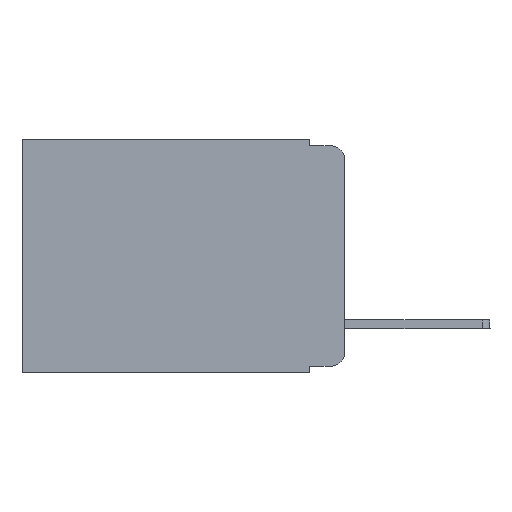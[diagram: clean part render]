
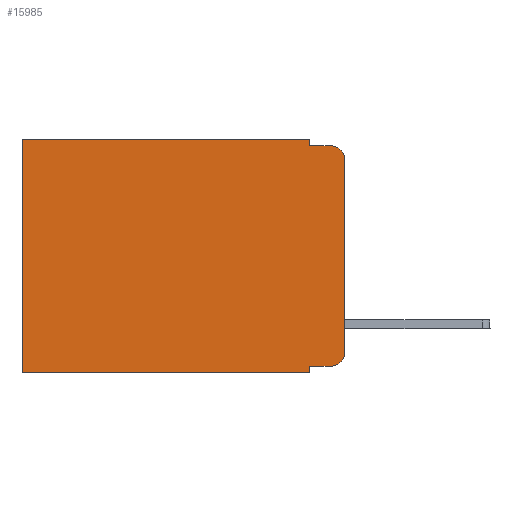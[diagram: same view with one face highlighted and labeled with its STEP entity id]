
A CAD part, left-side view. The second image highlights one B-rep face of the part: STEP entity #15985.
In plain terms, the highlighted planar face has unit normal (-1, 0, 0).
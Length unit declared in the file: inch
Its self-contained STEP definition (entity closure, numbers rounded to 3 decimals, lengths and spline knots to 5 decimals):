
#187 = AXIS2_PLACEMENT_3D ( 'NONE', #20096, #18238, #21931 ) ;
#246 = CARTESIAN_POINT ( 'NONE',  ( 0.298, 0.051, 0. ) ) ;
#415 = EDGE_CURVE ( 'NONE', #15858, #20172, #23697, .T. ) ;
#731 = DIRECTION ( 'NONE',  ( 0., -1., 0. ) ) ;
#928 = LINE ( 'NONE', #4279, #3617 ) ;
#1021 = CARTESIAN_POINT ( 'NONE',  ( 0.298, 0., 0. ) ) ;
#1061 = VERTEX_POINT ( 'NONE', #20620 ) ;
#2058 = LINE ( 'NONE', #246, #7438 ) ;
#2260 = VECTOR ( 'NONE', #11530, 39.37008 ) ;
#2382 = ORIENTED_EDGE ( 'NONE', *, *, #12873, .F. ) ;
#2567 = CARTESIAN_POINT ( 'NONE',  ( 0.298, 0.051, -0.333 ) ) ;
#2664 = CARTESIAN_POINT ( 'NONE',  ( 0.298, 0., -0.03 ) ) ;
#3394 = EDGE_CURVE ( 'NONE', #8390, #10248, #928, .T. ) ;
#3617 = VECTOR ( 'NONE', #11538, 39.37008 ) ;
#4279 = CARTESIAN_POINT ( 'NONE',  ( 0.298, 0.051, 0. ) ) ;
#4486 = DIRECTION ( 'NONE',  ( 0., 0., -1. ) ) ;
#4514 = LINE ( 'NONE', #13971, #8983 ) ;
#5147 = CARTESIAN_POINT ( 'NONE',  ( 0.298, 0., -0.313 ) ) ;
#5175 = DIRECTION ( 'NONE',  ( 1., 0., 0. ) ) ;
#5251 = CARTESIAN_POINT ( 'NONE',  ( 0.298, 0.02, -0.01 ) ) ;
#5976 = EDGE_CURVE ( 'NONE', #10090, #6725, #18961, .T. ) ;
#6675 = CARTESIAN_POINT ( 'NONE',  ( 0.298, 0.02, -0.313 ) ) ;
#6725 = VERTEX_POINT ( 'NONE', #5251 ) ;
#6877 = ORIENTED_EDGE ( 'NONE', *, *, #415, .T. ) ;
#6911 = VECTOR ( 'NONE', #10299, 39.37008 ) ;
#6942 = EDGE_CURVE ( 'NONE', #20172, #10630, #17697, .T. ) ;
#7139 = AXIS2_PLACEMENT_3D ( 'NONE', #24120, #5175, #10563 ) ;
#7395 = CARTESIAN_POINT ( 'NONE',  ( 0.298, 0.051, -0.333 ) ) ;
#7438 = VECTOR ( 'NONE', #15494, 39.37008 ) ;
#7850 = DIRECTION ( 'NONE',  ( 0., 1., 0. ) ) ;
#8152 = ORIENTED_EDGE ( 'NONE', *, *, #8511, .F. ) ;
#8257 = VECTOR ( 'NONE', #18246, 39.37008 ) ;
#8390 = VERTEX_POINT ( 'NONE', #17438 ) ;
#8511 = EDGE_CURVE ( 'NONE', #1061, #19583, #23260, .T. ) ;
#8983 = VECTOR ( 'NONE', #4486, 39.37008 ) ;
#9328 = DIRECTION ( 'NONE',  ( 0., 0., -1. ) ) ;
#9990 = VERTEX_POINT ( 'NONE', #18565 ) ;
#10090 = VERTEX_POINT ( 'NONE', #2664 ) ;
#10248 = VERTEX_POINT ( 'NONE', #13915 ) ;
#10299 = DIRECTION ( 'NONE',  ( 0., 1., 0. ) ) ;
#10563 = DIRECTION ( 'NONE',  ( 0., 0., -1. ) ) ;
#10630 = VERTEX_POINT ( 'NONE', #5147 ) ;
#11072 = DIRECTION ( 'NONE',  ( -1., 0., 0. ) ) ;
#11501 = CARTESIAN_POINT ( 'NONE',  ( 0.298, 0., 0. ) ) ;
#11530 = DIRECTION ( 'NONE',  ( 0., -1., 0. ) ) ;
#11538 = DIRECTION ( 'NONE',  ( 0., 0., -1. ) ) ;
#11719 = ORIENTED_EDGE ( 'NONE', *, *, #6942, .T. ) ;
#12001 = EDGE_CURVE ( 'NONE', #8390, #9990, #15923, .T. ) ;
#12831 = PLANE ( 'NONE',  #7139 ) ;
#12873 = EDGE_CURVE ( 'NONE', #15858, #1061, #2058, .T. ) ;
#13785 = VECTOR ( 'NONE', #731, 39.37008 ) ;
#13915 = CARTESIAN_POINT ( 'NONE',  ( 0.298, 0.051, -0.01 ) ) ;
#13926 = CARTESIAN_POINT ( 'NONE',  ( 0.298, 0.051, -0.01 ) ) ;
#13971 = CARTESIAN_POINT ( 'NONE',  ( 0.298, 0.473, 0. ) ) ;
#14363 = CARTESIAN_POINT ( 'NONE',  ( 0.298, 0., -0.343 ) ) ;
#14705 = ORIENTED_EDGE ( 'NONE', *, *, #5976, .T. ) ;
#14990 = CARTESIAN_POINT ( 'NONE',  ( 0.298, 0.473, -0.343 ) ) ;
#15348 = VECTOR ( 'NONE', #7850, 39.37008 ) ;
#15494 = DIRECTION ( 'NONE',  ( 0., 0., -1. ) ) ;
#15858 = VERTEX_POINT ( 'NONE', #2567 ) ;
#15923 = LINE ( 'NONE', #11501, #15348 ) ;
#15985 = ADVANCED_FACE ( 'NONE', ( #19170 ), #12831, .F. ) ;
#16565 = ORIENTED_EDGE ( 'NONE', *, *, #21403, .F. ) ;
#16905 = EDGE_LOOP ( 'NONE', ( #16565, #14705, #20376, #24330, #22282, #16927, #8152, #2382, #6877, #11719 ) ) ;
#16927 = ORIENTED_EDGE ( 'NONE', *, *, #17762, .T. ) ;
#17078 = EDGE_CURVE ( 'NONE', #10248, #6725, #20031, .T. ) ;
#17438 = CARTESIAN_POINT ( 'NONE',  ( 0.298, 0.051, 0. ) ) ;
#17697 = CIRCLE ( 'NONE', #21433, 0.02 ) ;
#17762 = EDGE_CURVE ( 'NONE', #9990, #19583, #4514, .T. ) ;
#18238 = DIRECTION ( 'NONE',  ( -1., 0., 0. ) ) ;
#18246 = DIRECTION ( 'NONE',  ( 0., 0., -1. ) ) ;
#18565 = CARTESIAN_POINT ( 'NONE',  ( 0.298, 0.473, 0. ) ) ;
#18961 = CIRCLE ( 'NONE', #187, 0.02 ) ;
#19170 = FACE_OUTER_BOUND ( 'NONE', #16905, .T. ) ;
#19583 = VERTEX_POINT ( 'NONE', #14990 ) ;
#20031 = LINE ( 'NONE', #13926, #13785 ) ;
#20096 = CARTESIAN_POINT ( 'NONE',  ( 0.298, 0.02, -0.03 ) ) ;
#20172 = VERTEX_POINT ( 'NONE', #22227 ) ;
#20376 = ORIENTED_EDGE ( 'NONE', *, *, #17078, .F. ) ;
#20620 = CARTESIAN_POINT ( 'NONE',  ( 0.298, 0.051, -0.343 ) ) ;
#21356 = LINE ( 'NONE', #1021, #8257 ) ;
#21403 = EDGE_CURVE ( 'NONE', #10090, #10630, #21356, .T. ) ;
#21433 = AXIS2_PLACEMENT_3D ( 'NONE', #6675, #11072, #9328 ) ;
#21931 = DIRECTION ( 'NONE',  ( 0., 0., -1. ) ) ;
#22227 = CARTESIAN_POINT ( 'NONE',  ( 0.298, 0.02, -0.333 ) ) ;
#22282 = ORIENTED_EDGE ( 'NONE', *, *, #12001, .T. ) ;
#23260 = LINE ( 'NONE', #14363, #6911 ) ;
#23697 = LINE ( 'NONE', #7395, #2260 ) ;
#24120 = CARTESIAN_POINT ( 'NONE',  ( 0.298, 0., 0. ) ) ;
#24330 = ORIENTED_EDGE ( 'NONE', *, *, #3394, .F. ) ;
